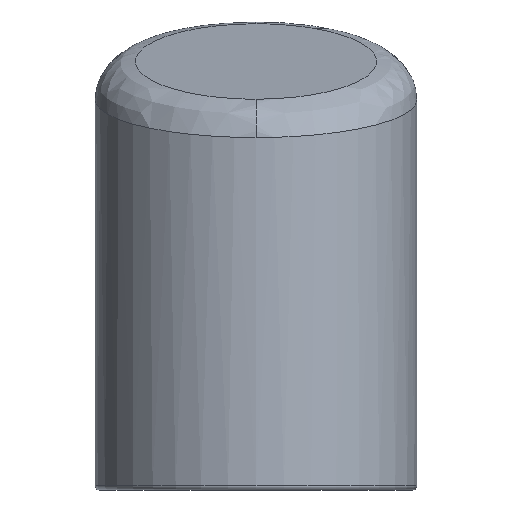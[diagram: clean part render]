
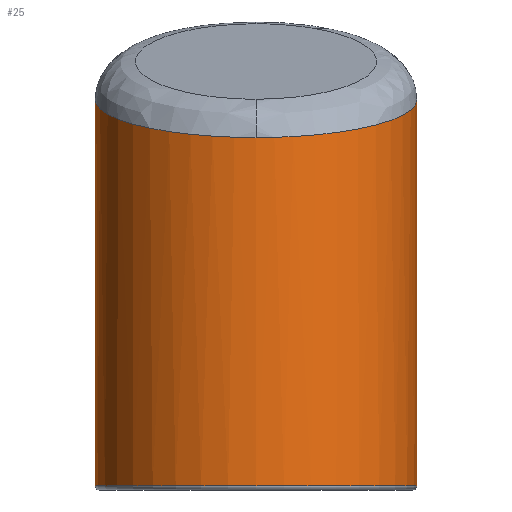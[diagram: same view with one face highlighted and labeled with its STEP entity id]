
A CAD part, front view. The second image highlights one B-rep face of the part: STEP entity #25.
In plain terms, the highlighted cylindrical face has radius 40 mm (diameter 80 mm), a partial arc.
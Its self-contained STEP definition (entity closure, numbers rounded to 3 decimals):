
#7 = EDGE_CURVE ( 'NONE', #528, #93, #307, .T. ) ;
#22 = DIRECTION ( 'NONE',  ( 0., 0., -1. ) ) ;
#25 = ADVANCED_FACE ( 'NONE', ( #231 ), #535, .T. ) ;
#35 = CARTESIAN_POINT ( 'NONE',  ( 40., -23.431, 31.531 ) ) ;
#47 = DIRECTION ( 'NONE',  ( 0., 0., -1. ) ) ;
#51 = CIRCLE ( 'NONE', #580, 40. ) ;
#68 = CARTESIAN_POINT ( 'NONE',  ( -40., 0., 60. ) ) ;
#70 = DIRECTION ( 'NONE',  ( 0., 0., -1. ) ) ;
#79 = AXIS2_PLACEMENT_3D ( 'NONE', #579, #70, #280 ) ;
#82 = CARTESIAN_POINT ( 'NONE',  ( -40., 0., 37.023 ) ) ;
#84 = CARTESIAN_POINT ( 'NONE',  ( 23.431, -40., 27.648 ) ) ;
#93 = VERTEX_POINT ( 'NONE', #482 ) ;
#107 = EDGE_CURVE ( 'NONE', #659, #528, #124, .T. ) ;
#124 = LINE ( 'NONE', #68, #266 ) ;
#133 = VECTOR ( 'NONE', #47, 1000. ) ;
#145 = ORIENTED_EDGE ( 'NONE', *, *, #651, .T. ) ;
#183 = CARTESIAN_POINT ( 'NONE',  ( 40., 0., 37.023 ) ) ;
#188 = CARTESIAN_POINT ( 'NONE',  ( 0., -40., 27.648 ) ) ;
#191 = VERTEX_POINT ( 'NONE', #322 ) ;
#207 = VERTEX_POINT ( 'NONE', #533 ) ;
#225 = VECTOR ( 'NONE', #629, 1000. ) ;
#231 = FACE_OUTER_BOUND ( 'NONE', #396, .T. ) ;
#237 = LINE ( 'NONE', #499, #416 ) ;
#238 = CARTESIAN_POINT ( 'NONE',  ( -40., -23.431, 31.531 ) ) ;
#239 = CARTESIAN_POINT ( 'NONE',  ( 40., 0., 60. ) ) ;
#251 = EDGE_CURVE ( 'NONE', #253, #355, #663, .T. ) ;
#253 = VERTEX_POINT ( 'NONE', #183 ) ;
#265 = ORIENTED_EDGE ( 'NONE', *, *, #107, .T. ) ;
#266 = VECTOR ( 'NONE', #22, 1000. ) ;
#271 = CARTESIAN_POINT ( 'NONE',  ( 0., 0., -59. ) ) ;
#276 = EDGE_CURVE ( 'NONE', #191, #207, #237, .T. ) ;
#280 = DIRECTION ( 'NONE',  ( -1., 0., 0. ) ) ;
#281 = CARTESIAN_POINT ( 'NONE',  ( 0., -40., 27.648 ) ) ;
#293 = CARTESIAN_POINT ( 'NONE',  ( -23.431, -40., 27.648 ) ) ;
#307 = LINE ( 'NONE', #512, #133 ) ;
#322 = CARTESIAN_POINT ( 'NONE',  ( 40., 0., 5.9 ) ) ;
#347 = CARTESIAN_POINT ( 'NONE',  ( 40., 0., 37.023 ) ) ;
#355 = VERTEX_POINT ( 'NONE', #370 ) ;
#365 = ORIENTED_EDGE ( 'NONE', *, *, #626, .T. ) ;
#368 = ORIENTED_EDGE ( 'NONE', *, *, #251, .T. ) ;
#370 = CARTESIAN_POINT ( 'NONE',  ( 0., -40., 27.648 ) ) ;
#377 = CARTESIAN_POINT ( 'NONE',  ( -40., 0., 37.023 ) ) ;
#384 =( BOUNDED_CURVE ( )  B_SPLINE_CURVE ( 3, ( #281, #293, #238, #377 ),
 .UNSPECIFIED., .F., .T. ) 
 B_SPLINE_CURVE_WITH_KNOTS ( ( 4, 4 ),
 ( 0., 1.571 ),
 .UNSPECIFIED. ) 
 CURVE ( )  GEOMETRIC_REPRESENTATION_ITEM ( )  RATIONAL_B_SPLINE_CURVE ( ( 1., 0.805, 0.805, 1. ) ) 
 REPRESENTATION_ITEM ( '' )  );
#390 = EDGE_CURVE ( 'NONE', #253, #191, #438, .T. ) ;
#396 = EDGE_LOOP ( 'NONE', ( #505, #368, #145, #265, #406, #365, #413 ) ) ;
#406 = ORIENTED_EDGE ( 'NONE', *, *, #7, .T. ) ;
#413 = ORIENTED_EDGE ( 'NONE', *, *, #276, .F. ) ;
#416 = VECTOR ( 'NONE', #508, 1000. ) ;
#438 = LINE ( 'NONE', #239, #225 ) ;
#468 = DIRECTION ( 'NONE',  ( 1., 0., 0. ) ) ;
#475 = DIRECTION ( 'NONE',  ( 0., 0., 1. ) ) ;
#482 = CARTESIAN_POINT ( 'NONE',  ( -40., 0., -59. ) ) ;
#499 = CARTESIAN_POINT ( 'NONE',  ( 40., 0., 60. ) ) ;
#505 = ORIENTED_EDGE ( 'NONE', *, *, #390, .F. ) ;
#508 = DIRECTION ( 'NONE',  ( 0., 0., -1. ) ) ;
#512 = CARTESIAN_POINT ( 'NONE',  ( -40., 0., 60. ) ) ;
#528 = VERTEX_POINT ( 'NONE', #624 ) ;
#533 = CARTESIAN_POINT ( 'NONE',  ( 40., 0., -59. ) ) ;
#535 = CYLINDRICAL_SURFACE ( 'NONE', #79, 40. ) ;
#579 = CARTESIAN_POINT ( 'NONE',  ( 0., 0., 60. ) ) ;
#580 = AXIS2_PLACEMENT_3D ( 'NONE', #271, #475, #468 ) ;
#624 = CARTESIAN_POINT ( 'NONE',  ( -40., 0., 5.9 ) ) ;
#626 = EDGE_CURVE ( 'NONE', #93, #207, #51, .T. ) ;
#629 = DIRECTION ( 'NONE',  ( 0., 0., -1. ) ) ;
#651 = EDGE_CURVE ( 'NONE', #355, #659, #384, .T. ) ;
#659 = VERTEX_POINT ( 'NONE', #82 ) ;
#663 =( BOUNDED_CURVE ( )  B_SPLINE_CURVE ( 3, ( #347, #35, #84, #188 ),
 .UNSPECIFIED., .F., .T. ) 
 B_SPLINE_CURVE_WITH_KNOTS ( ( 4, 4 ),
 ( 4.712, 6.283 ),
 .UNSPECIFIED. ) 
 CURVE ( )  GEOMETRIC_REPRESENTATION_ITEM ( )  RATIONAL_B_SPLINE_CURVE ( ( 1., 0.805, 0.805, 1. ) ) 
 REPRESENTATION_ITEM ( '' )  );
